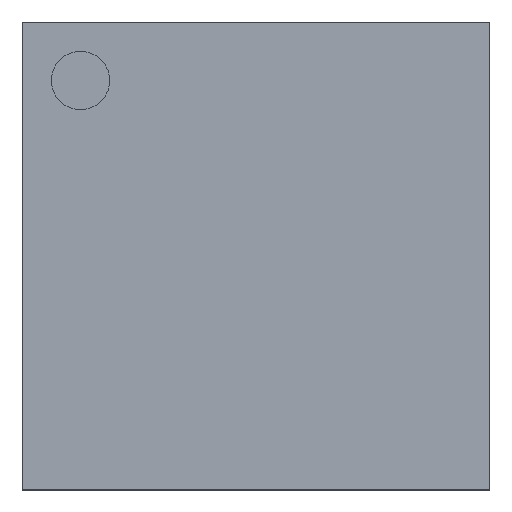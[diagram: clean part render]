
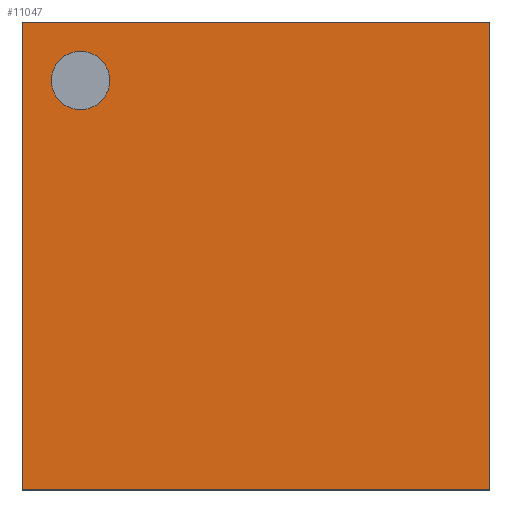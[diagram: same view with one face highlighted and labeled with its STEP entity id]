
A CAD part, top view. The second image highlights one B-rep face of the part: STEP entity #11047.
In plain terms, the highlighted planar face has unit normal (0, 0, 1).
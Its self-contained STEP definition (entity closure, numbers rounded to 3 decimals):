
#10858 = VERTEX_POINT('',#10859);
#10859 = CARTESIAN_POINT('',(-15.5,-15.5,3.35));
#10866 = PLANE('',#10867);
#10867 = AXIS2_PLACEMENT_3D('',#10868,#10869,#10870);
#10868 = CARTESIAN_POINT('',(-15.5,-15.5,0.6));
#10869 = DIRECTION('',(1.,0.,0.));
#10870 = DIRECTION('',(0.,0.,1.));
#10878 = PLANE('',#10879);
#10879 = AXIS2_PLACEMENT_3D('',#10880,#10881,#10882);
#10880 = CARTESIAN_POINT('',(-15.5,-15.5,0.6));
#10881 = DIRECTION('',(0.,1.,0.));
#10882 = DIRECTION('',(0.,0.,1.));
#10919 = VERTEX_POINT('',#10920);
#10920 = CARTESIAN_POINT('',(-15.5,15.5,3.35));
#10934 = PLANE('',#10935);
#10935 = AXIS2_PLACEMENT_3D('',#10936,#10937,#10938);
#10936 = CARTESIAN_POINT('',(-15.5,15.5,0.6));
#10937 = DIRECTION('',(0.,1.,0.));
#10938 = DIRECTION('',(0.,0.,1.));
#10946 = EDGE_CURVE('',#10858,#10919,#10947,.T.);
#10947 = SURFACE_CURVE('',#10948,(#10952,#10959),.PCURVE_S1.);
#10948 = LINE('',#10949,#10950);
#10949 = CARTESIAN_POINT('',(-15.5,-15.5,3.35));
#10950 = VECTOR('',#10951,1.);
#10951 = DIRECTION('',(0.,1.,0.));
#10952 = PCURVE('',#10866,#10953);
#10953 = DEFINITIONAL_REPRESENTATION('',(#10954),#10958);
#10954 = LINE('',#10955,#10956);
#10955 = CARTESIAN_POINT('',(2.75,0.));
#10956 = VECTOR('',#10957,1.);
#10957 = DIRECTION('',(0.,-1.));
#10958 = ( GEOMETRIC_REPRESENTATION_CONTEXT(2) 
PARAMETRIC_REPRESENTATION_CONTEXT() REPRESENTATION_CONTEXT('2D SPACE',''
  ) );
#10959 = PCURVE('',#10960,#10965);
#10960 = PLANE('',#10961);
#10961 = AXIS2_PLACEMENT_3D('',#10962,#10963,#10964);
#10962 = CARTESIAN_POINT('',(-15.5,-15.5,3.35));
#10963 = DIRECTION('',(0.,0.,1.));
#10964 = DIRECTION('',(1.,0.,0.));
#10965 = DEFINITIONAL_REPRESENTATION('',(#10966),#10970);
#10966 = LINE('',#10967,#10968);
#10967 = CARTESIAN_POINT('',(0.,0.));
#10968 = VECTOR('',#10969,1.);
#10969 = DIRECTION('',(0.,1.));
#10970 = ( GEOMETRIC_REPRESENTATION_CONTEXT(2) 
PARAMETRIC_REPRESENTATION_CONTEXT() REPRESENTATION_CONTEXT('2D SPACE',''
  ) );
#10999 = EDGE_CURVE('',#10858,#11000,#11002,.T.);
#11000 = VERTEX_POINT('',#11001);
#11001 = CARTESIAN_POINT('',(15.5,-15.5,3.35));
#11002 = SURFACE_CURVE('',#11003,(#11007,#11014),.PCURVE_S1.);
#11003 = LINE('',#11004,#11005);
#11004 = CARTESIAN_POINT('',(-15.5,-15.5,3.35));
#11005 = VECTOR('',#11006,1.);
#11006 = DIRECTION('',(1.,0.,0.));
#11007 = PCURVE('',#10878,#11008);
#11008 = DEFINITIONAL_REPRESENTATION('',(#11009),#11013);
#11009 = LINE('',#11010,#11011);
#11010 = CARTESIAN_POINT('',(2.75,0.));
#11011 = VECTOR('',#11012,1.);
#11012 = DIRECTION('',(0.,1.));
#11013 = ( GEOMETRIC_REPRESENTATION_CONTEXT(2) 
PARAMETRIC_REPRESENTATION_CONTEXT() REPRESENTATION_CONTEXT('2D SPACE',''
  ) );
#11014 = PCURVE('',#10960,#11015);
#11015 = DEFINITIONAL_REPRESENTATION('',(#11016),#11020);
#11016 = LINE('',#11017,#11018);
#11017 = CARTESIAN_POINT('',(0.,0.));
#11018 = VECTOR('',#11019,1.);
#11019 = DIRECTION('',(1.,0.));
#11020 = ( GEOMETRIC_REPRESENTATION_CONTEXT(2) 
PARAMETRIC_REPRESENTATION_CONTEXT() REPRESENTATION_CONTEXT('2D SPACE',''
  ) );
#11036 = PLANE('',#11037);
#11037 = AXIS2_PLACEMENT_3D('',#11038,#11039,#11040);
#11038 = CARTESIAN_POINT('',(15.5,-15.5,0.6));
#11039 = DIRECTION('',(1.,0.,0.));
#11040 = DIRECTION('',(0.,0.,1.));
#11047 = ADVANCED_FACE('',(#11048,#11096),#10960,.T.);
#11048 = FACE_BOUND('',#11049,.T.);
#11049 = EDGE_LOOP('',(#11050,#11051,#11052,#11075));
#11050 = ORIENTED_EDGE('',*,*,#10946,.F.);
#11051 = ORIENTED_EDGE('',*,*,#10999,.T.);
#11052 = ORIENTED_EDGE('',*,*,#11053,.T.);
#11053 = EDGE_CURVE('',#11000,#11054,#11056,.T.);
#11054 = VERTEX_POINT('',#11055);
#11055 = CARTESIAN_POINT('',(15.5,15.5,3.35));
#11056 = SURFACE_CURVE('',#11057,(#11061,#11068),.PCURVE_S1.);
#11057 = LINE('',#11058,#11059);
#11058 = CARTESIAN_POINT('',(15.5,-15.5,3.35));
#11059 = VECTOR('',#11060,1.);
#11060 = DIRECTION('',(0.,1.,0.));
#11061 = PCURVE('',#10960,#11062);
#11062 = DEFINITIONAL_REPRESENTATION('',(#11063),#11067);
#11063 = LINE('',#11064,#11065);
#11064 = CARTESIAN_POINT('',(31.,0.));
#11065 = VECTOR('',#11066,1.);
#11066 = DIRECTION('',(0.,1.));
#11067 = ( GEOMETRIC_REPRESENTATION_CONTEXT(2) 
PARAMETRIC_REPRESENTATION_CONTEXT() REPRESENTATION_CONTEXT('2D SPACE',''
  ) );
#11068 = PCURVE('',#11036,#11069);
#11069 = DEFINITIONAL_REPRESENTATION('',(#11070),#11074);
#11070 = LINE('',#11071,#11072);
#11071 = CARTESIAN_POINT('',(2.75,0.));
#11072 = VECTOR('',#11073,1.);
#11073 = DIRECTION('',(0.,-1.));
#11074 = ( GEOMETRIC_REPRESENTATION_CONTEXT(2) 
PARAMETRIC_REPRESENTATION_CONTEXT() REPRESENTATION_CONTEXT('2D SPACE',''
  ) );
#11075 = ORIENTED_EDGE('',*,*,#11076,.F.);
#11076 = EDGE_CURVE('',#10919,#11054,#11077,.T.);
#11077 = SURFACE_CURVE('',#11078,(#11082,#11089),.PCURVE_S1.);
#11078 = LINE('',#11079,#11080);
#11079 = CARTESIAN_POINT('',(-15.5,15.5,3.35));
#11080 = VECTOR('',#11081,1.);
#11081 = DIRECTION('',(1.,0.,0.));
#11082 = PCURVE('',#10960,#11083);
#11083 = DEFINITIONAL_REPRESENTATION('',(#11084),#11088);
#11084 = LINE('',#11085,#11086);
#11085 = CARTESIAN_POINT('',(0.,31.));
#11086 = VECTOR('',#11087,1.);
#11087 = DIRECTION('',(1.,0.));
#11088 = ( GEOMETRIC_REPRESENTATION_CONTEXT(2) 
PARAMETRIC_REPRESENTATION_CONTEXT() REPRESENTATION_CONTEXT('2D SPACE',''
  ) );
#11089 = PCURVE('',#10934,#11090);
#11090 = DEFINITIONAL_REPRESENTATION('',(#11091),#11095);
#11091 = LINE('',#11092,#11093);
#11092 = CARTESIAN_POINT('',(2.75,0.));
#11093 = VECTOR('',#11094,1.);
#11094 = DIRECTION('',(0.,1.));
#11095 = ( GEOMETRIC_REPRESENTATION_CONTEXT(2) 
PARAMETRIC_REPRESENTATION_CONTEXT() REPRESENTATION_CONTEXT('2D SPACE',''
  ) );
#11096 = FACE_BOUND('',#11097,.T.);
#11097 = EDGE_LOOP('',(#11098));
#11098 = ORIENTED_EDGE('',*,*,#11099,.F.);
#11099 = EDGE_CURVE('',#11100,#11100,#11102,.T.);
#11100 = VERTEX_POINT('',#11101);
#11101 = CARTESIAN_POINT('',(-9.688,11.625,3.35));
#11102 = SURFACE_CURVE('',#11103,(#11108,#11115),.PCURVE_S1.);
#11103 = CIRCLE('',#11104,1.938);
#11104 = AXIS2_PLACEMENT_3D('',#11105,#11106,#11107);
#11105 = CARTESIAN_POINT('',(-11.625,11.625,3.35));
#11106 = DIRECTION('',(0.,0.,1.));
#11107 = DIRECTION('',(1.,0.,0.));
#11108 = PCURVE('',#10960,#11109);
#11109 = DEFINITIONAL_REPRESENTATION('',(#11110),#11114);
#11110 = CIRCLE('',#11111,1.938);
#11111 = AXIS2_PLACEMENT_2D('',#11112,#11113);
#11112 = CARTESIAN_POINT('',(3.875,27.125));
#11113 = DIRECTION('',(1.,0.));
#11114 = ( GEOMETRIC_REPRESENTATION_CONTEXT(2) 
PARAMETRIC_REPRESENTATION_CONTEXT() REPRESENTATION_CONTEXT('2D SPACE',''
  ) );
#11115 = PCURVE('',#11116,#11121);
#11116 = CYLINDRICAL_SURFACE('',#11117,1.938);
#11117 = AXIS2_PLACEMENT_3D('',#11118,#11119,#11120);
#11118 = CARTESIAN_POINT('',(-11.625,11.625,3.015));
#11119 = DIRECTION('',(0.,0.,1.));
#11120 = DIRECTION('',(1.,0.,0.));
#11121 = DEFINITIONAL_REPRESENTATION('',(#11122),#11126);
#11122 = LINE('',#11123,#11124);
#11123 = CARTESIAN_POINT('',(0.,0.335));
#11124 = VECTOR('',#11125,1.);
#11125 = DIRECTION('',(1.,0.));
#11126 = ( GEOMETRIC_REPRESENTATION_CONTEXT(2) 
PARAMETRIC_REPRESENTATION_CONTEXT() REPRESENTATION_CONTEXT('2D SPACE',''
  ) );
